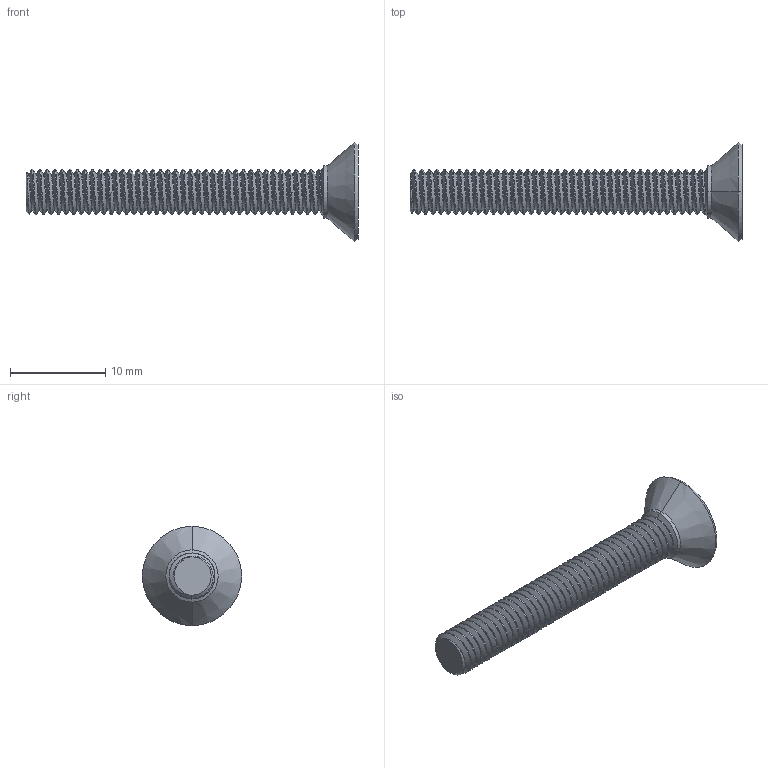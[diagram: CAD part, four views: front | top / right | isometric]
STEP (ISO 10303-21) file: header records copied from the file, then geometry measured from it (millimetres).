
FILE_DESCRIPTION (( 'STEP AP203' ), '1' );
FILE_NAME ('92210A309_18-8 Stainless Steel Hex Drive Flat Head Screw.STEP', '2024-08-22T14:15:01', ( 'Administrator' ), ( 'Managed by Terraform' ), 'SwSTEP 2.0', 'SolidWorks 2017', '' );
FILE_SCHEMA (( 'CONFIG_CONTROL_DESIGN' ));
Length unit declared in the file: inch
Products named in the file (1): 92210A309_18-8 Stainless Steel Hex Drive Flat Head Screw
Bounding box: 34.92 x 10.44 x 10.44 mm (x, y, z)
Volume: 627.2 mm3; surface area: 975.6 mm2
Topology: 1 solids, 1 shells, 128 faces, 352 edges, 225 vertices
Faces by surface type: cylinder 80, bspline 21, plane 14, cone 13
Entity records: 10065 total; most frequent: CARTESIAN_POINT 7405, ORIENTED_EDGE 700, DIRECTION 385, EDGE_CURVE 350, VERTEX_POINT 225, AXIS2_PLACEMENT_3D 129, EDGE_LOOP 129, FACE_OUTER_BOUND 128
